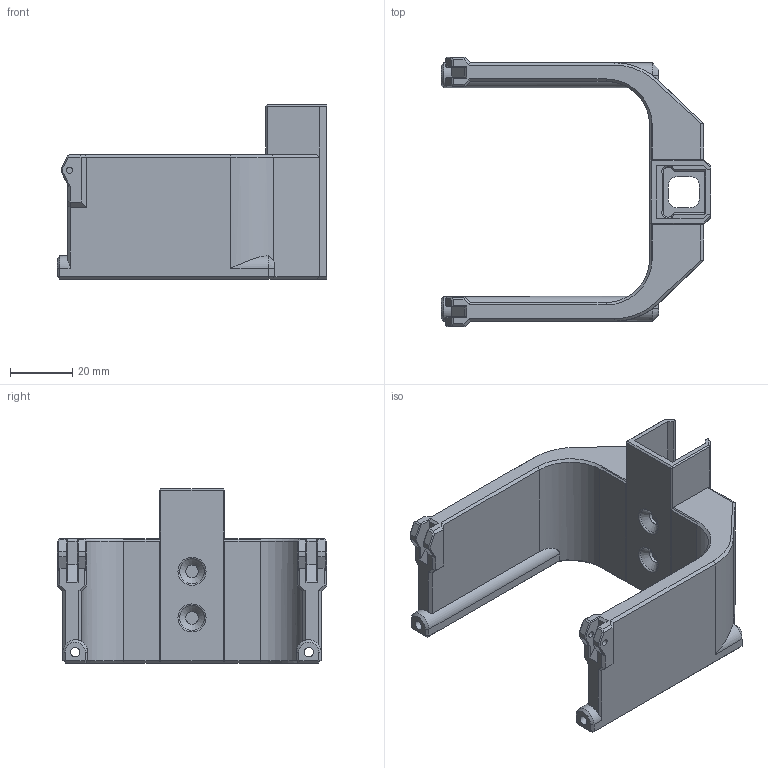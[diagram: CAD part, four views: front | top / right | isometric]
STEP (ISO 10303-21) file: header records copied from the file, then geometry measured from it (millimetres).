
FILE_DESCRIPTION(/* description */ (''),/* implementation_level */ '2;1');
FILE_NAME(/* name */ 'CG_scale_front_support_big-version.step',/* time_stamp */ '2020-10-16T18:17:45+02:00',/* author */ (''),/* organization */ (''),/* preprocessor_version */ 'ST-DEVELOPER v18.1',/* originating_system */ 'Autodesk Translation Framework v9.3.0.1241',/* authorisation */ '');
FILE_SCHEMA (('AUTOMOTIVE_DESIGN { 1 0 10303 214 3 1 1 }'));
Length unit declared in the file: millimetre
Products named in the file (1): CG_scale_front_support
Bounding box: 86.7 x 86.4 x 56.02 mm (x, y, z)
Volume: 72218 mm3; surface area: 26495.2 mm2
Topology: 1 solids, 1 shells, 261 faces, 649 edges, 396 vertices
Faces by surface type: plane 209, cylinder 26, cone 23, torus 2, bspline 1
Full cylindrical faces by diameter (mm): 2 x4, 3 x2, 4 x2
Entity records: 7675 total; most frequent: CARTESIAN_POINT 1436, ORIENTED_EDGE 1298, DIRECTION 1243, EDGE_CURVE 649, LINE 549, VECTOR 549, VERTEX_POINT 396, AXIS2_PLACEMENT_3D 347
